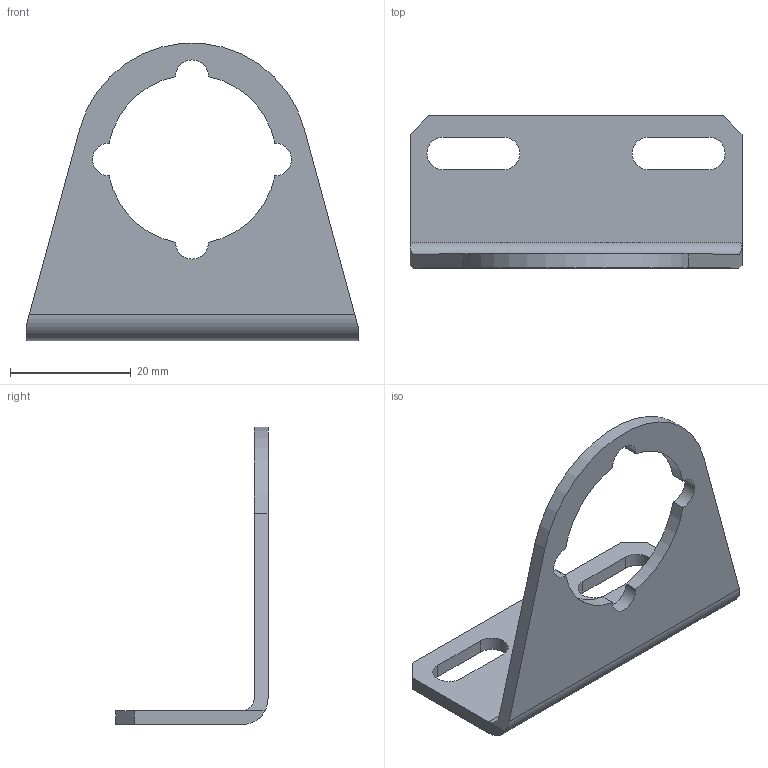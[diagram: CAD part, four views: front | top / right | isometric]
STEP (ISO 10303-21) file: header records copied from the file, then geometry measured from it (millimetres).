
FILE_DESCRIPTION(/* description */ ('AR20(K)-B BRACKET ASSEMBLY'),/* implementation_level */ '2;1');
FILE_NAME(/* name */ 'AR23P-270AS.stp',/* time_stamp */ '2017-05-01T09:10:14+10:00',/* author */ ('daud'),/* organization */ (''),/* preprocessor_version */ 'ST-DEVELOPER v16.5',/* originating_system */ 'Autodesk Inventor 2017',/* authorisation */ '');
FILE_SCHEMA (('AUTOMOTIVE_DESIGN { 1 0 10303 214 3 1 1 }'));
Length unit declared in the file: millimetre
Products named in the file (1): AR23P-270AS
Bounding box: 55 x 25.2 x 49.23 mm (x, y, z)
Volume: 5503.3 mm3; surface area: 5687.2 mm2
Topology: 1 solids, 1 shells, 38 faces, 106 edges, 70 vertices
Faces by surface type: plane 23, cylinder 15
Entity records: 1268 total; most frequent: DIRECTION 216, CARTESIAN_POINT 215, ORIENTED_EDGE 212, EDGE_CURVE 106, LINE 74, VECTOR 74, AXIS2_PLACEMENT_3D 71, VERTEX_POINT 70
